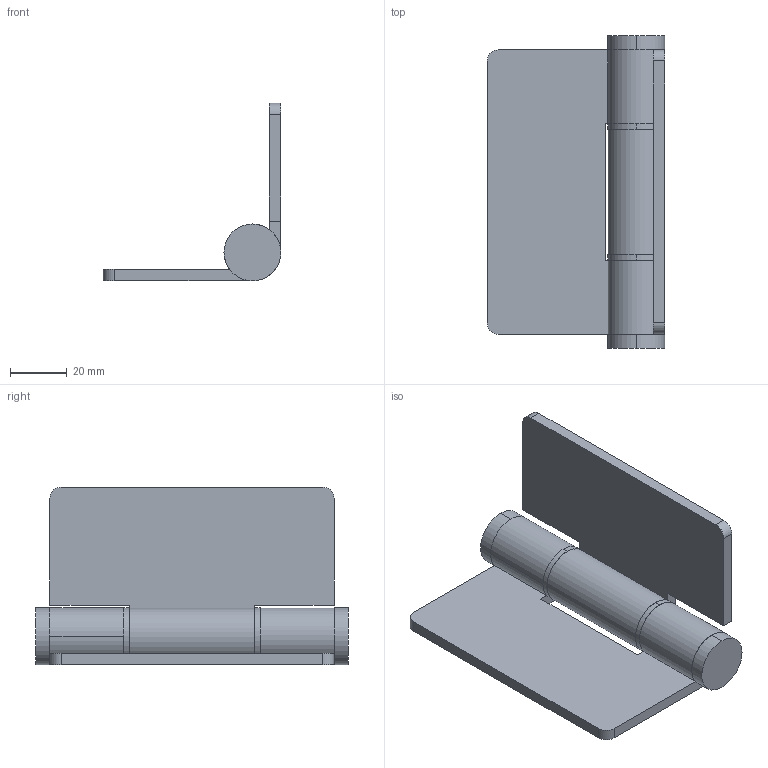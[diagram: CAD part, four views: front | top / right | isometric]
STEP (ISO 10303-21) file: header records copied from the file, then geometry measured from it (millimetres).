
FILE_DESCRIPTION (( 'STEP AP214' ), '1' );
FILE_NAME ('B-1-3.STEP', '2022-03-11T07:14:37', ( '' ), ( '' ), 'SwSTEP 2.0', 'SolidWorks 2018', '' );
FILE_SCHEMA (( 'AUTOMOTIVE_DESIGN' ));
Length unit declared in the file: millimetre
Products named in the file (1): B-1-3
Bounding box: 62.5 x 110 x 62.5 mm (x, y, z)
Volume: 69837.9 mm3; surface area: 36549.3 mm2
Topology: 5 solids, 5 shells, 54 faces, 126 edges, 84 vertices
Faces by surface type: cylinder 29, plane 25
Entity records: 1658 total; most frequent: DIRECTION 294, CARTESIAN_POINT 265, ORIENTED_EDGE 252, EDGE_CURVE 126, AXIS2_PLACEMENT_3D 113, VERTEX_POINT 84, LINE 68, VECTOR 68
